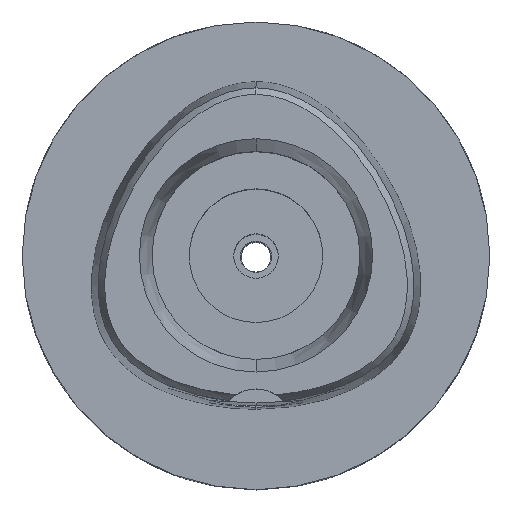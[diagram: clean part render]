
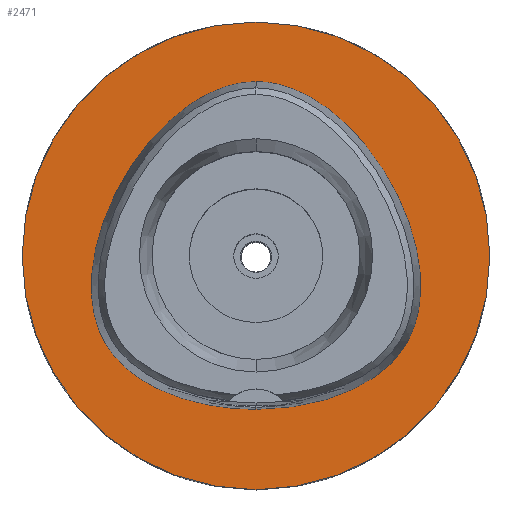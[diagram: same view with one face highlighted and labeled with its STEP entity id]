
A CAD part, top view. The second image highlights one B-rep face of the part: STEP entity #2471.
In plain terms, the highlighted planar face has unit normal (0, 0, 1).
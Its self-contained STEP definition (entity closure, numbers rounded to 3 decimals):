
#311=CARTESIAN_POINT('',(0.,0.,0.));
#312=DIRECTION('',(0.,0.,-1.));
#313=DIRECTION('',(0.,-1.,0.));
#314=AXIS2_PLACEMENT_3D('',#311,#312,#313);
#319=CARTESIAN_POINT('',(0.,0.,0.));
#320=DIRECTION('',(0.,0.,-1.));
#321=DIRECTION('',(0.,1.,0.));
#322=AXIS2_PLACEMENT_3D('',#319,#320,#321);
#327=CARTESIAN_POINT('',(0.,-20.675,0.));
#328=CARTESIAN_POINT('',(0.942,-20.675,0.));
#329=CARTESIAN_POINT('',(2.793,-20.601,
0.));
#330=CARTESIAN_POINT('',(5.508,-20.278,0.));
#331=CARTESIAN_POINT('',(8.042,-19.765,0.));
#332=CARTESIAN_POINT('',(10.348,-19.099,0.));
#333=CARTESIAN_POINT('',(12.397,-18.314,0.));
#334=CARTESIAN_POINT('',(14.187,-17.444,0.));
#335=CARTESIAN_POINT('',(15.732,-16.514,0.));
#336=CARTESIAN_POINT('',(17.053,-15.541,0.));
#337=CARTESIAN_POINT('',(18.174,-14.539,0.));
#338=CARTESIAN_POINT('',(19.119,-13.509,0.));
#339=CARTESIAN_POINT('',(19.902,-12.465,0.));
#340=CARTESIAN_POINT('',(20.553,-11.381,0.));
#341=CARTESIAN_POINT('',(21.099,-10.214,0.));
#342=CARTESIAN_POINT('',(21.551,-8.927,0.));
#343=CARTESIAN_POINT('',(21.897,-7.503,0.));
#344=CARTESIAN_POINT('',(22.123,-5.927,0.));
#345=CARTESIAN_POINT('',(22.208,-4.182,0.));
#346=CARTESIAN_POINT('',(22.127,-2.257,0.));
#347=CARTESIAN_POINT('',(21.853,-0.148,0.));
#348=CARTESIAN_POINT('',(21.356,2.132,0.));
#349=CARTESIAN_POINT('',(20.615,4.55,0.));
#350=CARTESIAN_POINT('',(19.622,7.049,0.));
#351=CARTESIAN_POINT('',(18.389,9.549,0.));
#352=CARTESIAN_POINT('',(16.951,11.963,0.));
#353=CARTESIAN_POINT('',(15.355,14.216,0.));
#354=CARTESIAN_POINT('',(13.662,16.242,0.));
#355=CARTESIAN_POINT('',(11.932,17.997,0.));
#356=CARTESIAN_POINT('',(10.216,19.471,0.));
#357=CARTESIAN_POINT('',(8.546,20.671,0.));
#358=CARTESIAN_POINT('',(6.944,21.621,0.));
#359=CARTESIAN_POINT('',(5.416,22.346,0.));
#360=CARTESIAN_POINT('',(3.964,22.874,0.));
#361=CARTESIAN_POINT('',(2.581,23.23,0.));
#362=CARTESIAN_POINT('',(1.262,23.432,
0.));
#363=CARTESIAN_POINT('',(0.415,23.475,
0.));
#364=CARTESIAN_POINT('',(0.,23.475,
0.));
#369=CARTESIAN_POINT('',(0.,23.475,
0.));
#370=CARTESIAN_POINT('',(-0.415,23.475,
0.));
#371=CARTESIAN_POINT('',(-1.262,23.432,
0.));
#372=CARTESIAN_POINT('',(-2.582,23.23,0.));
#373=CARTESIAN_POINT('',(-3.965,22.874,0.));
#374=CARTESIAN_POINT('',(-5.417,22.345,0.));
#375=CARTESIAN_POINT('',(-6.945,21.62,0.));
#376=CARTESIAN_POINT('',(-8.548,20.67,0.));
#377=CARTESIAN_POINT('',(-10.218,19.469,0.));
#378=CARTESIAN_POINT('',(-11.935,17.994,0.));
#379=CARTESIAN_POINT('',(-13.665,16.238,0.));
#380=CARTESIAN_POINT('',(-15.358,14.212,0.));
#381=CARTESIAN_POINT('',(-16.954,11.958,0.));
#382=CARTESIAN_POINT('',(-18.392,9.543,0.));
#383=CARTESIAN_POINT('',(-19.624,7.043,0.));
#384=CARTESIAN_POINT('',(-20.616,4.545,0.));
#385=CARTESIAN_POINT('',(-21.357,2.127,0.));
#386=CARTESIAN_POINT('',(-21.853,-0.152,0.));
#387=CARTESIAN_POINT('',(-22.127,-2.26,0.));
#388=CARTESIAN_POINT('',(-22.208,-4.185,0.));
#389=CARTESIAN_POINT('',(-22.122,-5.929,0.));
#390=CARTESIAN_POINT('',(-21.896,-7.505,0.));
#391=CARTESIAN_POINT('',(-21.55,-8.928,0.));
#392=CARTESIAN_POINT('',(-21.097,-10.218,0.));
#393=CARTESIAN_POINT('',(-20.552,-11.381,0.));
#394=CARTESIAN_POINT('',(-19.904,-12.461,0.));
#395=CARTESIAN_POINT('',(-19.122,-13.506,0.));
#396=CARTESIAN_POINT('',(-18.177,-14.536,0.));
#397=CARTESIAN_POINT('',(-17.057,-15.538,0.));
#398=CARTESIAN_POINT('',(-15.736,-16.511,0.));
#399=CARTESIAN_POINT('',(-14.191,-17.442,0.));
#400=CARTESIAN_POINT('',(-12.401,-18.313,0.));
#401=CARTESIAN_POINT('',(-10.351,-19.098,0.));
#402=CARTESIAN_POINT('',(-8.045,-19.765,0.));
#403=CARTESIAN_POINT('',(-5.51,-20.277,0.));
#404=CARTESIAN_POINT('',(-2.794,-20.601,
0.));
#405=CARTESIAN_POINT('',(-0.943,-20.675,0.));
#406=CARTESIAN_POINT('',(0.,-20.675,0.));
#1615=VERTEX_POINT('',#369);
#1616=VERTEX_POINT('',#406);
#1621=CARTESIAN_POINT('',(0.,-31.5,0.));
#1622=CARTESIAN_POINT('',(0.,31.5,0.));
#1623=VERTEX_POINT('',#1621);
#1624=VERTEX_POINT('',#1622);
#2455=CARTESIAN_POINT('',(0.,0.,0.));
#2456=DIRECTION('',(0.,0.,-1.));
#2457=DIRECTION('',(0.,-1.,0.));
#2458=AXIS2_PLACEMENT_3D('',#2455,#2456,#2457);
#2459=PLANE('',#2458);
#2461=ORIENTED_EDGE('',*,*,#2460,.T.);
#2463=ORIENTED_EDGE('',*,*,#2462,.T.);
#2464=EDGE_LOOP('',(#2461,#2463));
#2465=FACE_OUTER_BOUND('',#2464,.F.);
#2467=ORIENTED_EDGE('',*,*,#2466,.T.);
#2468=ORIENTED_EDGE('',*,*,#2438,.T.);
#2469=EDGE_LOOP('',(#2467,#2468));
#2470=FACE_BOUND('',#2469,.F.);
#315=CIRCLE('',#314,31.5);
#323=CIRCLE('',#322,31.5);
#365=B_SPLINE_CURVE_WITH_KNOTS('',3,(#327,#328,#329,#330,#331,#332,#333,#334,
#335,#336,#337,#338,#339,#340,#341,#342,#343,#344,#345,#346,#347,#348,#349,#350,
#351,#352,#353,#354,#355,#356,#357,#358,#359,#360,#361,#362,#363,#364),
.UNSPECIFIED.,.F.,.F.,(4,1,1,1,1,1,1,1,1,1,1,1,1,1,1,1,1,1,1,1,1,1,1,1,1,1,1,1,
1,1,1,1,1,1,1,4),(0.,0.029,0.057,0.086,
0.114,0.143,0.171,0.2,0.229,
0.257,0.286,0.314,0.343,
0.371,0.4,0.429,0.457,0.486,
0.514,0.543,0.571,0.6,0.629,
0.657,0.686,0.714,0.743,
0.771,0.8,0.829,0.857,0.886,
0.914,0.943,0.971,1.),.UNSPECIFIED.);
#407=B_SPLINE_CURVE_WITH_KNOTS('',3,(#369,#370,#371,#372,#373,#374,#375,#376,
#377,#378,#379,#380,#381,#382,#383,#384,#385,#386,#387,#388,#389,#390,#391,#392,
#393,#394,#395,#396,#397,#398,#399,#400,#401,#402,#403,#404,#405,#406),
.UNSPECIFIED.,.F.,.F.,(4,1,1,1,1,1,1,1,1,1,1,1,1,1,1,1,1,1,1,1,1,1,1,1,1,1,1,1,
1,1,1,1,1,1,1,4),(0.,0.029,0.057,0.086,
0.114,0.143,0.171,0.2,0.229,
0.257,0.286,0.314,0.343,
0.371,0.4,0.429,0.457,0.486,
0.514,0.543,0.571,0.6,0.629,
0.657,0.686,0.714,0.743,
0.771,0.8,0.829,0.857,0.886,
0.914,0.943,0.971,1.),.UNSPECIFIED.);
#2438=EDGE_CURVE('',#1615,#1616,#407,.T.);
#2460=EDGE_CURVE('',#1623,#1624,#315,.T.);
#2462=EDGE_CURVE('',#1624,#1623,#323,.T.);
#2466=EDGE_CURVE('',#1616,#1615,#365,.T.);
#2471=ADVANCED_FACE('',(#2465,#2470),#2459,.F.);
